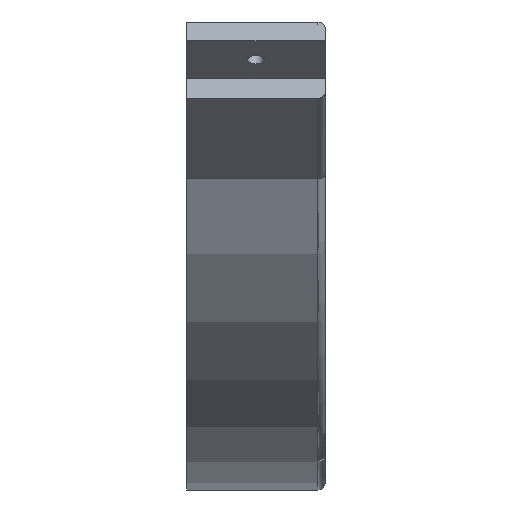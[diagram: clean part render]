
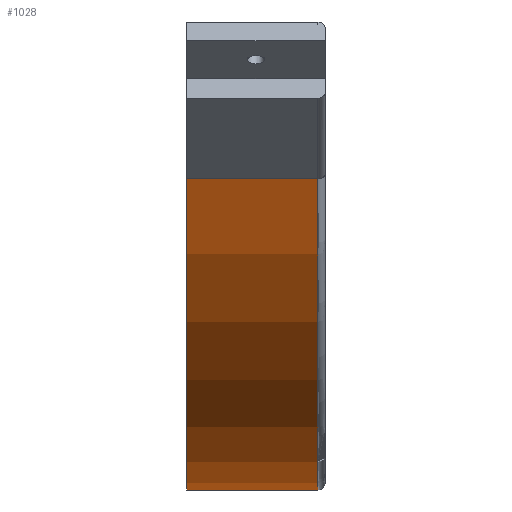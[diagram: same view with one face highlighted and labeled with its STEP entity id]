
A CAD part, left-side view. The second image highlights one B-rep face of the part: STEP entity #1028.
In plain terms, the highlighted cylindrical face has radius 100 mm (diameter 200 mm), a partial arc.
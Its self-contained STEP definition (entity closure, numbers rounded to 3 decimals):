
#78=FACE_OUTER_BOUND('',#138,.T.);
#138=EDGE_LOOP('',(#724,#725,#726,#727));
#221=CIRCLE('',#1105,100.);
#223=CIRCLE('',#1111,100.);
#283=LINE('',#1613,#371);
#285=LINE('',#1617,#373);
#371=VECTOR('',#1253,10.);
#373=VECTOR('',#1257,10.);
#454=VERTEX_POINT('',#1554);
#460=VERTEX_POINT('',#1581);
#466=VERTEX_POINT('',#1612);
#467=VERTEX_POINT('',#1616);
#556=EDGE_CURVE('',#454,#460,#221,.T.);
#565=EDGE_CURVE('',#466,#460,#283,.T.);
#567=EDGE_CURVE('',#467,#454,#285,.T.);
#568=EDGE_CURVE('',#466,#467,#223,.T.);
#724=ORIENTED_EDGE('',*,*,#556,.F.);
#725=ORIENTED_EDGE('',*,*,#567,.F.);
#726=ORIENTED_EDGE('',*,*,#568,.F.);
#727=ORIENTED_EDGE('',*,*,#565,.T.);
#1005=CYLINDRICAL_SURFACE('',#1110,100.);
#1028=ADVANCED_FACE('',(#78),#1005,.T.);
#1105=AXIS2_PLACEMENT_3D('',#1582,#1237,#1238);
#1110=AXIS2_PLACEMENT_3D('',#1615,#1255,#1256);
#1111=AXIS2_PLACEMENT_3D('',#1618,#1258,#1259);
#1237=DIRECTION('center_axis',(0.,-1.,0.));
#1238=DIRECTION('ref_axis',(0.,0.,
-1.));
#1253=DIRECTION('',(0.,-1.,0.));
#1255=DIRECTION('center_axis',(0.,-1.,0.));
#1256=DIRECTION('ref_axis',(0.,0.,-1.));
#1257=DIRECTION('',(0.,-1.,0.));
#1258=DIRECTION('center_axis',(0.,1.,0.));
#1259=DIRECTION('ref_axis',(0.,0.,-1.));
#1554=CARTESIAN_POINT('',(-92.85,-51.755,-432.133));
#1581=CARTESIAN_POINT('',(92.85,-51.755,-432.133));
#1582=CARTESIAN_POINT('Origin',(0.,-51.755,
-395.));
#1612=CARTESIAN_POINT('',(92.85,-25.255,-432.133));
#1613=CARTESIAN_POINT('',(92.85,-25.255,-432.133));
#1615=CARTESIAN_POINT('Origin',(0.,-25.255,
-395.));
#1616=CARTESIAN_POINT('',(-92.85,-25.255,-432.133));
#1617=CARTESIAN_POINT('',(-92.85,-25.255,-432.133));
#1618=CARTESIAN_POINT('Origin',(0.,-25.255,
-395.));
